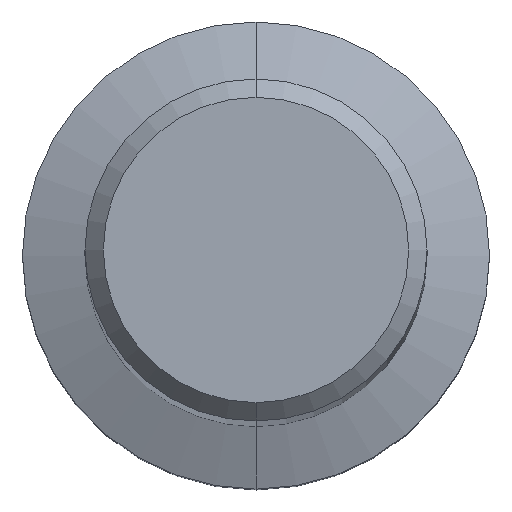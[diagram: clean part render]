
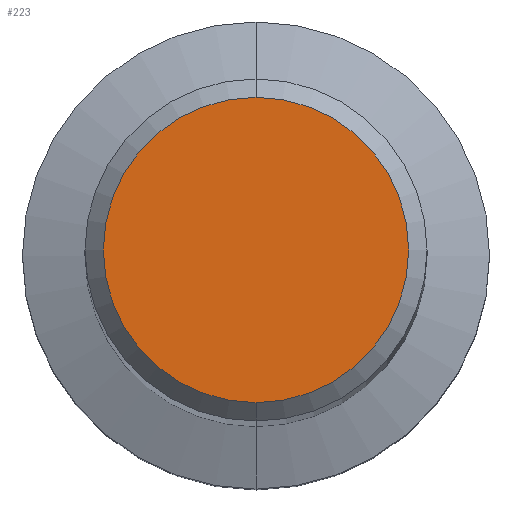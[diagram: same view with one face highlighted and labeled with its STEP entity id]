
A CAD part, top view. The second image highlights one B-rep face of the part: STEP entity #223.
In plain terms, the highlighted planar face has unit normal (0, 0, 1).
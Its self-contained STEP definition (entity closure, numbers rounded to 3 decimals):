
#125=VERTEX_POINT('',#324);
#131=EDGE_CURVE('',#125,#235,#330,.T.);
#173=EDGE_CURVE('',#235,#125,#375,.T.);
#223=ADVANCED_FACE('',(#431),#432,.T.);
#235=VERTEX_POINT('',#445);
#324=CARTESIAN_POINT('',(0.0,4.15,0.0));
#330=CIRCLE('',#548,4.15);
#375=CIRCLE('',#610,4.15);
#431=FACE_OUTER_BOUND('',#685,.T.);
#432=PLANE('',#686);
#445=CARTESIAN_POINT('',(0.,-4.15,0.0));
#548=AXIS2_PLACEMENT_3D('',#800,#801,#802);
#610=AXIS2_PLACEMENT_3D('',#849,#850,#851);
#685=EDGE_LOOP('',(#926,#927));
#686=AXIS2_PLACEMENT_3D('',#928,#929,#930);
#800=CARTESIAN_POINT('',(0.0,0.0,0.0));
#801=DIRECTION('',(0.0,0.0,-1.0));
#802=DIRECTION('',(0.0,1.0,0.0));
#849=CARTESIAN_POINT('',(0.0,0.0,0.0));
#850=DIRECTION('',(0.0,0.0,-1.0));
#851=DIRECTION('',(0.0,1.0,0.0));
#926=ORIENTED_EDGE('',*,*,#131,.F.);
#927=ORIENTED_EDGE('',*,*,#173,.F.);
#928=CARTESIAN_POINT('',(0.0,2.075,0.0));
#929=DIRECTION('',(-0.0,0.0,1.0));
#930=DIRECTION('',(0.0,-1.0,0.0));
